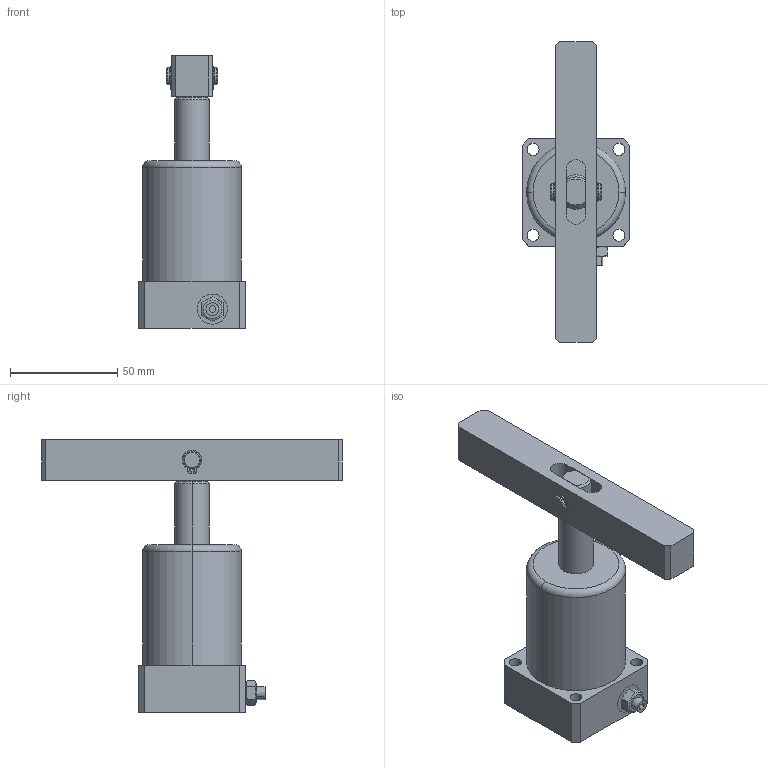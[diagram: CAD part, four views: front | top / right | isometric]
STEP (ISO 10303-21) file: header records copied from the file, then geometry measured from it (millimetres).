
FILE_DESCRIPTION (( 'STEP AP203' ), '1' );
FILE_NAME ('HASC-MF32D.STEP', '2019-10-14T10:36:51', ( '微软用户' ), ( '微软中国' ), 'SwSTEP 2.0', 'SolidWorks 2012', '' );
FILE_SCHEMA (( 'CONFIG_CONTROL_DESIGN' ));
Length unit declared in the file: millimetre
Products named in the file (7): HASC-MF32D; 覃誹蹟譫; circlips for shaft--type a small gb_GB_CONNECTING_PIECE_RING_RRA 7; HASC-32D活塞杆; HASC-MF32DÏú; HASC-MF32D邧揤旋; HASC-MF32掛极
Assembly tree (7 placements, depth 2):
  HASC-MF32D
    HASC-MF32掛极
    HASC-MF32D邧揤旋
    HASC-MF32DÏú
    HASC-32D活塞杆
    circlips for shaft--type a small gb_GB_CONNECTING_PIECE_RING_RRA 7  x2
    覃誹蹟譫
Bounding box: 50 x 140 x 127 mm (x, y, z)
Volume: 177155.3 mm3; surface area: 45473 mm2
Topology: 7 solids, 7 shells, 238 faces, 578 edges, 375 vertices
Faces by surface type: plane 110, cylinder 86, cone 18, bspline 16, torus 8
Entity records: 7898 total; most frequent: CARTESIAN_POINT 2027, DIRECTION 1069, ORIENTED_EDGE 1038, EDGE_CURVE 519, AXIS2_PLACEMENT_3D 387, VERTEX_POINT 337, VECTOR 295, LINE 295
